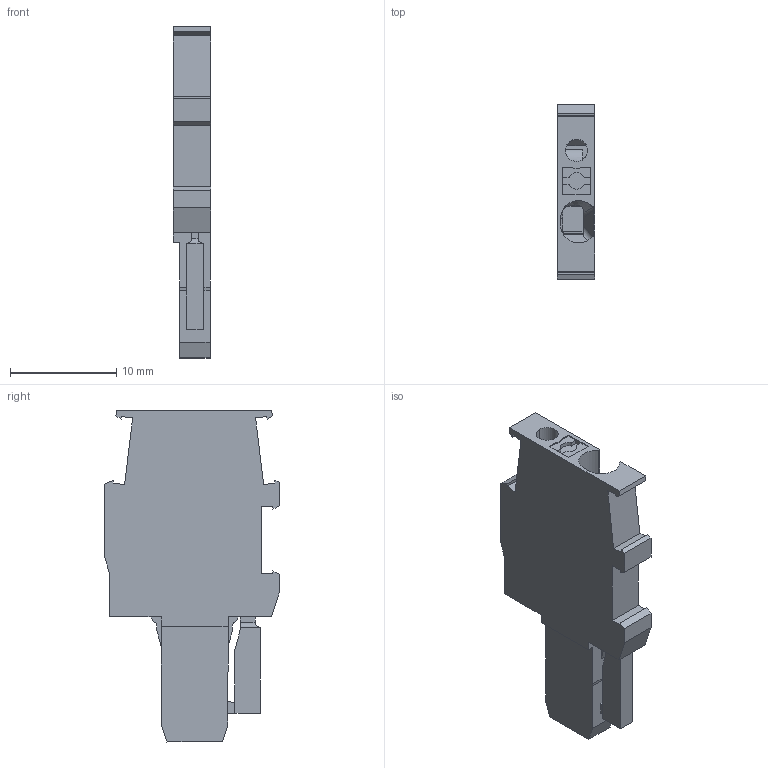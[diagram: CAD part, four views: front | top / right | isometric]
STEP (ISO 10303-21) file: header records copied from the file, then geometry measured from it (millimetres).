
FILE_DESCRIPTION(('Creo Elements/Direct Modeling STEP Export'),'2;1');
FILE_NAME('model.stp','2017-11-07T 7:35:12',(''),(''),'Creo Elements/Direct Modeling STEP processor for AP214 (Solid Model)','Creo Elements/Direct Modeling 18.1I 14-Aug-2016 (C) Parametric Technology GmbH','');
FILE_SCHEMA(('AUTOMOTIVE_DESIGN { 1 0 10303 214 1 1 1 1 }'));
Length unit declared in the file: millimetre
Products named in the file (2): PP_H_1.5_S_1_R-select
Assembly tree (1 placements, depth 2):
  PP_H_1.5_S_1_R-select
    PP_H_1.5_S_1_R-select
Bounding box: 3.5 x 16.5 x 31.3 mm (x, y, z)
Volume: 1050.8 mm3; surface area: 1398.4 mm2
Topology: 1 solids, 1 shells, 177 faces, 506 edges, 334 vertices
Faces by surface type: plane 141, cylinder 32, cone 2, bspline 1, extrusion 1
Entity records: 9320 total; most frequent: CARTESIAN_POINT 3339, ORIENTED_EDGE 1012, DIRECTION 866, EDGE_CURVE 506, VECTOR 414, LINE 413, VERTEX_POINT 334, AXIS2_PLACEMENT_3D 226
